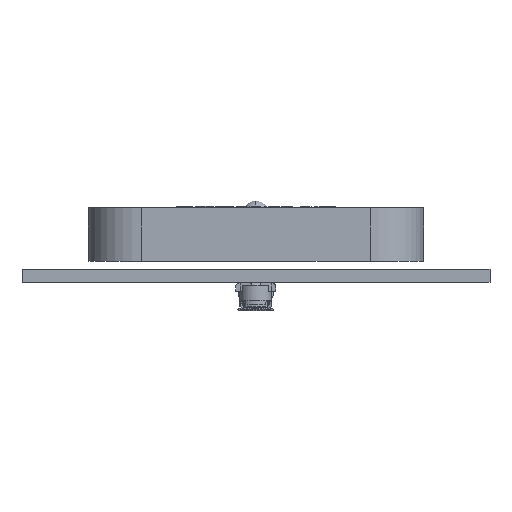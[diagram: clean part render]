
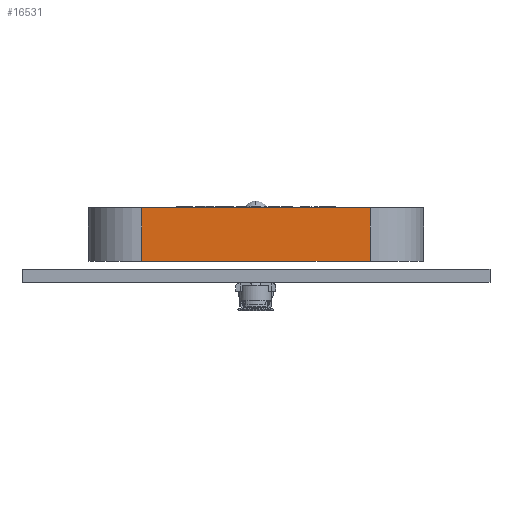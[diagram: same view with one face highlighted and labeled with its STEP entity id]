
A CAD part, front view. The second image highlights one B-rep face of the part: STEP entity #16531.
In plain terms, the highlighted planar face has unit normal (0, -1, 0).
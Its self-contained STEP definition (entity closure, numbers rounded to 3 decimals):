
#882 = VECTOR ( 'NONE', #21302, 1000. ) ;
#1146 = ORIENTED_EDGE ( 'NONE', *, *, #16721, .T. ) ;
#2273 = VECTOR ( 'NONE', #18876, 1000. ) ;
#2951 = DIRECTION ( 'NONE',  ( -1., 0., 0. ) ) ;
#3003 = DIRECTION ( 'NONE',  ( 0., 0., -1. ) ) ;
#3297 = EDGE_CURVE ( 'NONE', #13163, #16838, #8877, .T. ) ;
#4503 = LINE ( 'NONE', #15865, #13918 ) ;
#4588 = CARTESIAN_POINT ( 'NONE',  ( 254.532, 367.227, 4.98 ) ) ;
#4644 = CARTESIAN_POINT ( 'NONE',  ( 233.432, 367.227, 4.98 ) ) ;
#6113 = CARTESIAN_POINT ( 'NONE',  ( 254.532, 367.227, 0.98 ) ) ;
#6925 = CARTESIAN_POINT ( 'NONE',  ( 233.432, 367.227, 0.98 ) ) ;
#8338 = ORIENTED_EDGE ( 'NONE', *, *, #3297, .T. ) ;
#8495 = DIRECTION ( 'NONE',  ( 0., 1., 0. ) ) ;
#8877 = LINE ( 'NONE', #6113, #882 ) ;
#9489 = VERTEX_POINT ( 'NONE', #21634 ) ;
#10029 = CARTESIAN_POINT ( 'NONE',  ( 250.532, 367.227, 0.98 ) ) ;
#11207 = EDGE_LOOP ( 'NONE', ( #8338, #17601, #17865, #1146 ) ) ;
#12938 = VERTEX_POINT ( 'NONE', #20811 ) ;
#13163 = VERTEX_POINT ( 'NONE', #6925 ) ;
#13918 = VECTOR ( 'NONE', #20903, 1000. ) ;
#14123 = VECTOR ( 'NONE', #3003, 1000. ) ;
#14135 = LINE ( 'NONE', #20824, #2273 ) ;
#14577 = LINE ( 'NONE', #4644, #14123 ) ;
#14998 = EDGE_CURVE ( 'NONE', #12938, #9489, #14135, .T. ) ;
#15231 = EDGE_CURVE ( 'NONE', #16838, #9489, #4503, .T. ) ;
#15865 = CARTESIAN_POINT ( 'NONE',  ( 250.532, 367.227, 4.98 ) ) ;
#15869 = AXIS2_PLACEMENT_3D ( 'NONE', #4588, #8495, #2951 ) ;
#16531 = ADVANCED_FACE ( 'NONE', ( #17141 ), #19680, .F. ) ;
#16721 = EDGE_CURVE ( 'NONE', #12938, #13163, #14577, .T. ) ;
#16838 = VERTEX_POINT ( 'NONE', #10029 ) ;
#17141 = FACE_OUTER_BOUND ( 'NONE', #11207, .T. ) ;
#17601 = ORIENTED_EDGE ( 'NONE', *, *, #15231, .T. ) ;
#17865 = ORIENTED_EDGE ( 'NONE', *, *, #14998, .F. ) ;
#18876 = DIRECTION ( 'NONE',  ( 1., 0., 0. ) ) ;
#19680 = PLANE ( 'NONE',  #15869 ) ;
#20811 = CARTESIAN_POINT ( 'NONE',  ( 233.432, 367.227, 4.98 ) ) ;
#20824 = CARTESIAN_POINT ( 'NONE',  ( 254.532, 367.227, 4.98 ) ) ;
#20903 = DIRECTION ( 'NONE',  ( 0., 0., 1. ) ) ;
#21302 = DIRECTION ( 'NONE',  ( 1., 0., 0. ) ) ;
#21634 = CARTESIAN_POINT ( 'NONE',  ( 250.532, 367.227, 4.98 ) ) ;
